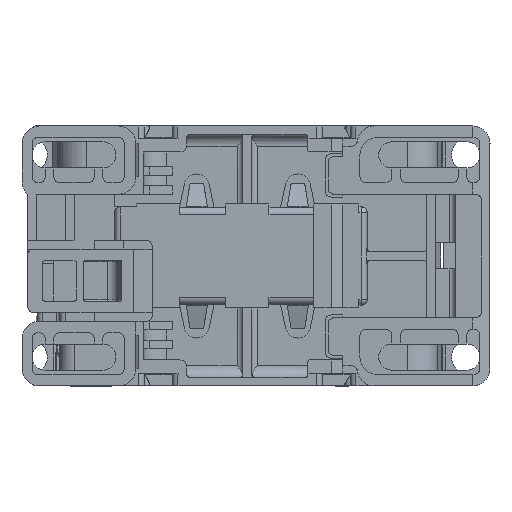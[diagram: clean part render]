
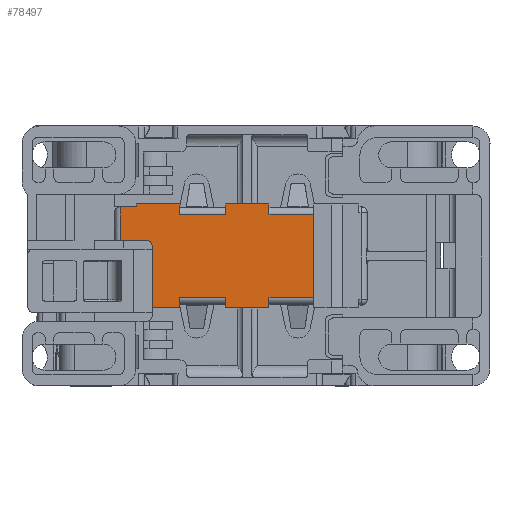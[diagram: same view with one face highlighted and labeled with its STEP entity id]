
A CAD part, front view. The second image highlights one B-rep face of the part: STEP entity #78497.
In plain terms, the highlighted planar face has unit normal (0, 1, 0).
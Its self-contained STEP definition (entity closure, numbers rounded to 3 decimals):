
#60838=DIRECTION('',(0.,0.,-1.));
#60839=VECTOR('',#60838,1.75);
#60840=CARTESIAN_POINT('',(-16.929,-29.318,
9.));
#60841=LINE('',#60840,#60839);
#60860=DIRECTION('',(-1.,0.,0.));
#60861=VECTOR('',#60860,2.75);
#60862=CARTESIAN_POINT('',(-39.929,-29.318,
8.5));
#60863=LINE('',#60862,#60861);
#60867=DIRECTION('',(1.,0.,0.));
#60868=VECTOR('',#60867,4.55);
#60869=CARTESIAN_POINT('',(-42.679,-29.318,2.7));
#60870=LINE('',#60869,#60868);
#60874=CARTESIAN_POINT('',(-38.129,-29.318,1.7));
#60875=DIRECTION('',(0.,1.,0.));
#60876=DIRECTION('',(0.,0.,1.));
#60877=AXIS2_PLACEMENT_3D('',#60874,#60875,#60876);
#60882=DIRECTION('',(0.,0.,-1.));
#60883=VECTOR('',#60882,10.7);
#60884=CARTESIAN_POINT('',(-37.129,-29.318,
1.7));
#60885=LINE('',#60884,#60883);
#60889=DIRECTION('',(1.,0.,0.));
#60890=VECTOR('',#60889,7.5);
#60891=CARTESIAN_POINT('',(-24.429,-29.318,
-9.));
#60892=LINE('',#60891,#60890);
#60896=DIRECTION('',(0.,0.,1.));
#60897=VECTOR('',#60896,1.75);
#60898=CARTESIAN_POINT('',(-16.929,-29.318,
-9.));
#60899=LINE('',#60898,#60897);
#60903=DIRECTION('',(0.,0.,-1.));
#60904=VECTOR('',#60903,1.75);
#60905=CARTESIAN_POINT('',(-24.429,-29.318,
9.));
#60906=LINE('',#60905,#60904);
#60910=DIRECTION('',(0.,0.,1.));
#60911=VECTOR('',#60910,0.5);
#60912=CARTESIAN_POINT('',(-39.929,-29.318,
8.5));
#60913=LINE('',#60912,#60911);
#60931=DIRECTION('',(1.,0.,0.));
#60932=VECTOR('',#60931,7.5);
#60933=CARTESIAN_POINT('',(-39.929,-29.318,
9.));
#60934=LINE('',#60933,#60932);
#60959=DIRECTION('',(0.,0.,-1.));
#60960=VECTOR('',#60959,1.75);
#60961=CARTESIAN_POINT('',(-32.429,-29.318,
9.));
#60962=LINE('',#60961,#60960);
#61395=DIRECTION('',(1.,0.,0.));
#61396=VECTOR('',#61395,7.5);
#61397=CARTESIAN_POINT('',(-24.429,-29.318,
9.));
#61398=LINE('',#61397,#61396);
#67333=DIRECTION('',(-1.,0.,0.));
#67334=VECTOR('',#67333,4.7);
#67335=CARTESIAN_POINT('',(-32.429,-29.318,
-9.));
#67336=LINE('',#67335,#67334);
#67369=DIRECTION('',(0.,0.,-1.));
#67370=VECTOR('',#67369,1.75);
#67371=CARTESIAN_POINT('',(-32.429,-29.318,
-7.25));
#67372=LINE('',#67371,#67370);
#67679=DIRECTION('',(0.,0.,1.));
#67680=VECTOR('',#67679,1.75);
#67681=CARTESIAN_POINT('',(-24.429,-29.318,
-9.));
#67682=LINE('',#67681,#67680);
#67715=DIRECTION('',(-1.,0.,0.));
#67716=VECTOR('',#67715,8.);
#67717=CARTESIAN_POINT('',(-24.429,-29.318,
-7.25));
#67718=LINE('',#67717,#67716);
#68837=DIRECTION('',(0.,0.,1.));
#68838=VECTOR('',#68837,5.8);
#68839=CARTESIAN_POINT('',(-42.679,-29.318,2.7));
#68840=LINE('',#68839,#68838);
#72696=DIRECTION('',(-1.,0.,0.));
#72697=VECTOR('',#72696,7.75);
#72698=CARTESIAN_POINT('',(-9.179,-29.318,-7.25));
#72699=LINE('',#72698,#72697);
#72725=DIRECTION('',(0.,0.,-1.));
#72726=VECTOR('',#72725,14.5);
#72727=CARTESIAN_POINT('',(-9.179,-29.318,7.25));
#72728=LINE('',#72727,#72726);
#73424=DIRECTION('',(1.,0.,0.));
#73425=VECTOR('',#73424,7.75);
#73426=CARTESIAN_POINT('',(-16.929,-29.318,
7.25));
#73427=LINE('',#73426,#73425);
#75227=DIRECTION('',(1.,0.,0.));
#75228=VECTOR('',#75227,8.);
#75229=CARTESIAN_POINT('',(-32.429,-29.318,
7.25));
#75230=LINE('',#75229,#75228);
#75718=CARTESIAN_POINT('',(-16.929,-29.318,
9.));
#75719=CARTESIAN_POINT('',(-16.929,-29.318,
7.25));
#75720=VERTEX_POINT('',#75718);
#75721=VERTEX_POINT('',#75719);
#75724=CARTESIAN_POINT('',(-39.929,-29.318,
8.5));
#75725=CARTESIAN_POINT('',(-39.929,-29.318,
9.));
#75726=VERTEX_POINT('',#75724);
#75727=VERTEX_POINT('',#75725);
#75728=CARTESIAN_POINT('',(-42.679,-29.318,
8.5));
#75729=VERTEX_POINT('',#75728);
#75730=CARTESIAN_POINT('',(-42.679,-29.318,2.7));
#75731=VERTEX_POINT('',#75730);
#75732=CARTESIAN_POINT('',(-38.129,-29.318,2.7));
#75733=VERTEX_POINT('',#75732);
#75734=CARTESIAN_POINT('',(-37.129,-29.318,
1.7));
#75735=VERTEX_POINT('',#75734);
#75736=CARTESIAN_POINT('',(-37.129,-29.318,
-9.));
#75737=VERTEX_POINT('',#75736);
#75738=CARTESIAN_POINT('',(-32.429,-29.318,
-9.));
#75739=VERTEX_POINT('',#75738);
#75740=CARTESIAN_POINT('',(-32.429,-29.318,
-7.25));
#75741=VERTEX_POINT('',#75740);
#75742=CARTESIAN_POINT('',(-24.429,-29.318,
-7.25));
#75743=VERTEX_POINT('',#75742);
#75744=CARTESIAN_POINT('',(-24.429,-29.318,
-9.));
#75745=VERTEX_POINT('',#75744);
#75746=CARTESIAN_POINT('',(-16.929,-29.318,
-9.));
#75747=VERTEX_POINT('',#75746);
#75748=CARTESIAN_POINT('',(-16.929,-29.318,
-7.25));
#75749=VERTEX_POINT('',#75748);
#75750=CARTESIAN_POINT('',(-9.179,-29.318,-7.25));
#75751=VERTEX_POINT('',#75750);
#75752=CARTESIAN_POINT('',(-9.179,-29.318,7.25));
#75753=VERTEX_POINT('',#75752);
#75754=CARTESIAN_POINT('',(-24.429,-29.318,
9.));
#75755=VERTEX_POINT('',#75754);
#75756=CARTESIAN_POINT('',(-24.429,-29.318,
7.25));
#75757=VERTEX_POINT('',#75756);
#75758=CARTESIAN_POINT('',(-32.429,-29.318,
7.25));
#75759=VERTEX_POINT('',#75758);
#75760=CARTESIAN_POINT('',(-32.429,-29.318,
9.));
#75761=VERTEX_POINT('',#75760);
#78449=CARTESIAN_POINT('',(-25.929,-29.318,0.));
#78450=DIRECTION('',(0.,1.,0.));
#78451=DIRECTION('',(0.,0.,1.));
#78452=AXIS2_PLACEMENT_3D('',#78449,#78450,#78451);
#78453=PLANE('',#78452);
#78455=ORIENTED_EDGE('',*,*,#78454,.F.);
#78457=ORIENTED_EDGE('',*,*,#78456,.T.);
#78459=ORIENTED_EDGE('',*,*,#78458,.F.);
#78461=ORIENTED_EDGE('',*,*,#78460,.T.);
#78463=ORIENTED_EDGE('',*,*,#78462,.T.);
#78465=ORIENTED_EDGE('',*,*,#78464,.T.);
#78467=ORIENTED_EDGE('',*,*,#78466,.F.);
#78469=ORIENTED_EDGE('',*,*,#78468,.F.);
#78471=ORIENTED_EDGE('',*,*,#78470,.F.);
#78473=ORIENTED_EDGE('',*,*,#78472,.F.);
#78475=ORIENTED_EDGE('',*,*,#78474,.T.);
#78477=ORIENTED_EDGE('',*,*,#78476,.T.);
#78479=ORIENTED_EDGE('',*,*,#78478,.F.);
#78481=ORIENTED_EDGE('',*,*,#78480,.F.);
#78483=ORIENTED_EDGE('',*,*,#78482,.F.);
#78484=ORIENTED_EDGE('',*,*,#78430,.F.);
#78486=ORIENTED_EDGE('',*,*,#78485,.F.);
#78488=ORIENTED_EDGE('',*,*,#78487,.T.);
#78490=ORIENTED_EDGE('',*,*,#78489,.F.);
#78492=ORIENTED_EDGE('',*,*,#78491,.F.);
#78494=ORIENTED_EDGE('',*,*,#78493,.F.);
#78495=EDGE_LOOP('',(#78455,#78457,#78459,#78461,#78463,#78465,#78467,#78469,
#78471,#78473,#78475,#78477,#78479,#78481,#78483,#78484,#78486,#78488,#78490,
#78492,#78494));
#78496=FACE_OUTER_BOUND('',#78495,.F.);
#60878=CIRCLE('',#60877,1.);
#78430=EDGE_CURVE('',#75720,#75721,#60841,.T.);
#78454=EDGE_CURVE('',#75726,#75727,#60913,.T.);
#78456=EDGE_CURVE('',#75726,#75729,#60863,.T.);
#78458=EDGE_CURVE('',#75731,#75729,#68840,.T.);
#78460=EDGE_CURVE('',#75731,#75733,#60870,.T.);
#78462=EDGE_CURVE('',#75733,#75735,#60878,.T.);
#78464=EDGE_CURVE('',#75735,#75737,#60885,.T.);
#78466=EDGE_CURVE('',#75739,#75737,#67336,.T.);
#78468=EDGE_CURVE('',#75741,#75739,#67372,.T.);
#78470=EDGE_CURVE('',#75743,#75741,#67718,.T.);
#78472=EDGE_CURVE('',#75745,#75743,#67682,.T.);
#78474=EDGE_CURVE('',#75745,#75747,#60892,.T.);
#78476=EDGE_CURVE('',#75747,#75749,#60899,.T.);
#78478=EDGE_CURVE('',#75751,#75749,#72699,.T.);
#78480=EDGE_CURVE('',#75753,#75751,#72728,.T.);
#78482=EDGE_CURVE('',#75721,#75753,#73427,.T.);
#78485=EDGE_CURVE('',#75755,#75720,#61398,.T.);
#78487=EDGE_CURVE('',#75755,#75757,#60906,.T.);
#78489=EDGE_CURVE('',#75759,#75757,#75230,.T.);
#78491=EDGE_CURVE('',#75761,#75759,#60962,.T.);
#78493=EDGE_CURVE('',#75727,#75761,#60934,.T.);
#78497=ADVANCED_FACE('',(#78496),#78453,.T.);
